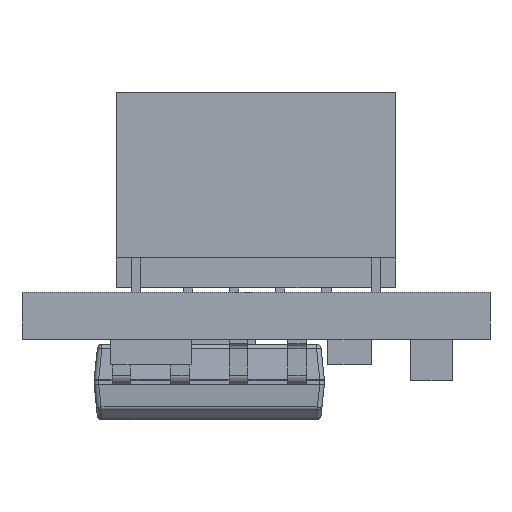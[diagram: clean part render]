
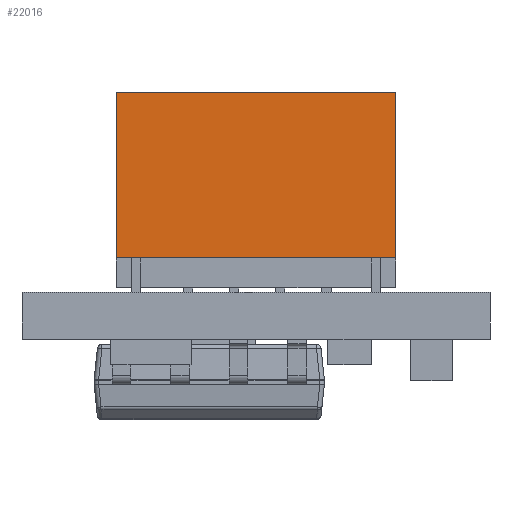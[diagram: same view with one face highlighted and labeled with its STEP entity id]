
A CAD part, left-side view. The second image highlights one B-rep face of the part: STEP entity #22016.
In plain terms, the highlighted planar face has unit normal (-1, 0, 0).
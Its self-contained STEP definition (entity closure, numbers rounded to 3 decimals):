
#2247 = VECTOR ( 'NONE', #16569, 1000. ) ;
#2577 = ORIENTED_EDGE ( 'NONE', *, *, #25581, .F. ) ;
#3062 = CARTESIAN_POINT ( 'NONE',  ( 2.189, 8.111, 16.5 ) ) ;
#4218 = DIRECTION ( 'NONE',  ( 0., -1., 0. ) ) ;
#4702 = CARTESIAN_POINT ( 'NONE',  ( 2.189, 8.111, 1.766 ) ) ;
#6033 = LINE ( 'NONE', #4702, #17687 ) ;
#7696 = ORIENTED_EDGE ( 'NONE', *, *, #11434, .T. ) ;
#7978 = VERTEX_POINT ( 'NONE', #19878 ) ;
#11434 = EDGE_CURVE ( 'NONE', #7978, #29212, #38410, .T. ) ;
#12108 = EDGE_CURVE ( 'NONE', #16235, #41225, #16449, .T. ) ;
#15456 = CARTESIAN_POINT ( 'NONE',  ( 2.189, 8.111, 1.766 ) ) ;
#15488 = EDGE_LOOP ( 'NONE', ( #7696, #2577, #36418, #28372 ) ) ;
#16235 = VERTEX_POINT ( 'NONE', #38276 ) ;
#16449 = LINE ( 'NONE', #20409, #43911 ) ;
#16569 = DIRECTION ( 'NONE',  ( 0., 0., -1. ) ) ;
#16600 = PLANE ( 'NONE',  #36749 ) ;
#17687 = VECTOR ( 'NONE', #34384, 1000. ) ;
#18885 = CARTESIAN_POINT ( 'NONE',  ( 2.189, 2.051, 1.766 ) ) ;
#19878 = CARTESIAN_POINT ( 'NONE',  ( 2.189, 8.111, 5.366 ) ) ;
#20409 = CARTESIAN_POINT ( 'NONE',  ( 2.189, 2.051, 16.5 ) ) ;
#22016 = ADVANCED_FACE ( 'NONE', ( #30793 ), #16600, .F. ) ;
#25581 = EDGE_CURVE ( 'NONE', #41225, #29212, #6033, .T. ) ;
#28372 = ORIENTED_EDGE ( 'NONE', *, *, #36920, .F. ) ;
#29212 = VERTEX_POINT ( 'NONE', #15456 ) ;
#30793 = FACE_OUTER_BOUND ( 'NONE', #15488, .T. ) ;
#34384 = DIRECTION ( 'NONE',  ( 0., 1., 0. ) ) ;
#34565 = DIRECTION ( 'NONE',  ( 0., 0., -1. ) ) ;
#35192 = VECTOR ( 'NONE', #4218, 1000. ) ;
#35601 = CARTESIAN_POINT ( 'NONE',  ( 2.189, 8.111, 5.366 ) ) ;
#36076 = LINE ( 'NONE', #35601, #35192 ) ;
#36418 = ORIENTED_EDGE ( 'NONE', *, *, #12108, .F. ) ;
#36749 = AXIS2_PLACEMENT_3D ( 'NONE', #44724, #37292, #41720 ) ;
#36920 = EDGE_CURVE ( 'NONE', #7978, #16235, #36076, .T. ) ;
#37292 = DIRECTION ( 'NONE',  ( 1., 0., 0. ) ) ;
#38276 = CARTESIAN_POINT ( 'NONE',  ( 2.189, 2.051, 5.366 ) ) ;
#38410 = LINE ( 'NONE', #3062, #2247 ) ;
#41225 = VERTEX_POINT ( 'NONE', #18885 ) ;
#41720 = DIRECTION ( 'NONE',  ( 0., 0., 1. ) ) ;
#43911 = VECTOR ( 'NONE', #34565, 1000. ) ;
#44724 = CARTESIAN_POINT ( 'NONE',  ( 2.189, 8.111, 16.5 ) ) ;
